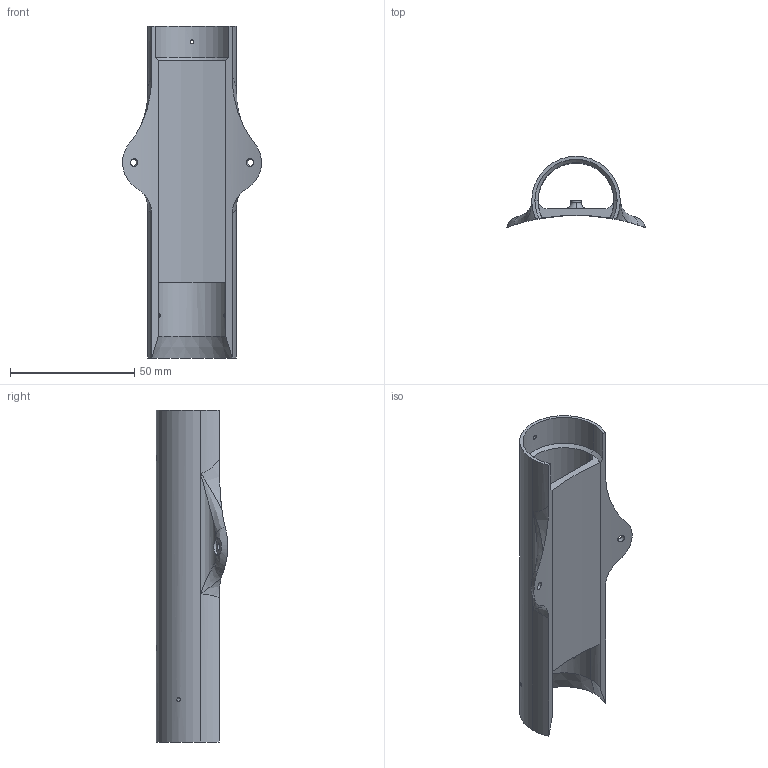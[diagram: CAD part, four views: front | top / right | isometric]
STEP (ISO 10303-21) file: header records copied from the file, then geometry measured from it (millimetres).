
FILE_DESCRIPTION (( 'STEP AP214' ), '1' );
FILE_NAME ('GPS Pod Forward Closure.STEP', '2024-02-06T04:35:20', ( '' ), ( '' ), 'SwSTEP 2.0', 'SolidWorks 2023', '' );
FILE_SCHEMA (( 'AUTOMOTIVE_DESIGN' ));
Length unit declared in the file: inch
Products named in the file (1): GPS Pod Forward Closure
Bounding box: 55.78 x 28.61 x 133.35 mm (x, y, z)
Volume: 30627.2 mm3; surface area: 25779.5 mm2
Topology: 1 solids, 1 shells, 81 faces, 216 edges, 133 vertices
Faces by surface type: cylinder 47, plane 14, bspline 10, cone 6, torus 4
Entity records: 3805 total; most frequent: CARTESIAN_POINT 1850, ORIENTED_EDGE 424, DIRECTION 372, EDGE_CURVE 212, AXIS2_PLACEMENT_3D 151, VERTEX_POINT 133, EDGE_LOOP 99, FACE_OUTER_BOUND 81
